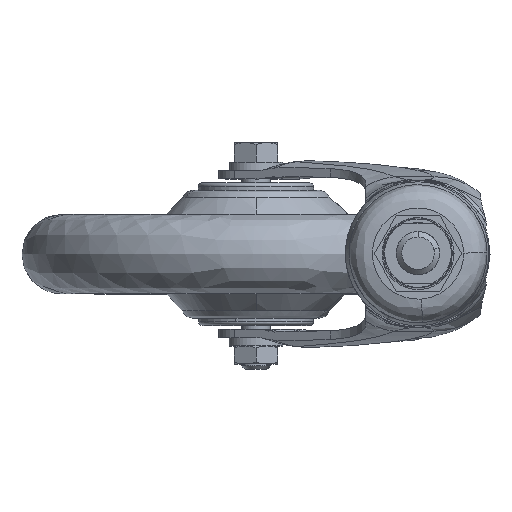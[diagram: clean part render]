
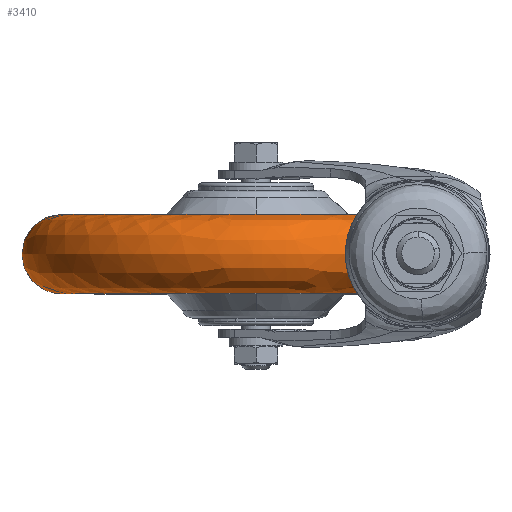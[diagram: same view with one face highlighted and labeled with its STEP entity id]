
A CAD part, top view. The second image highlights one B-rep face of the part: STEP entity #3410.
In plain terms, the highlighted free-form (B-spline) face has degree [2, 2] with [9, 5] control points.
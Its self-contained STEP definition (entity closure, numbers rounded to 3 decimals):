
#3253=CARTESIAN_POINT('',(-52.315,-10.889,-3.657));
#3254=CARTESIAN_POINT('',(-52.42,-10.889,-2.16));
#3255=CARTESIAN_POINT('',(-52.438,-10.889,-0.659));
#3256=CARTESIAN_POINT('',(-53.097,-10.889,51.779));
#3257=CARTESIAN_POINT('',(-0.659,-10.889,52.438));
#3258=CARTESIAN_POINT('',(51.779,-10.889,53.097));
#3259=CARTESIAN_POINT('',(52.438,-10.889,0.659));
#3260=CARTESIAN_POINT('',(53.097,-10.889,-51.779));
#3261=CARTESIAN_POINT('',(0.659,-10.889,-52.438));
#3262=CARTESIAN_POINT('',(-64.842,-12.685,-4.533));
#3263=CARTESIAN_POINT('',(-64.971,-12.685,-2.677));
#3264=CARTESIAN_POINT('',(-64.995,-12.685,-0.817));
#3265=CARTESIAN_POINT('',(-65.812,-12.685,64.178));
#3266=CARTESIAN_POINT('',(-0.817,-12.685,64.995));
#3267=CARTESIAN_POINT('',(64.178,-12.685,65.812));
#3268=CARTESIAN_POINT('',(64.995,-12.685,0.817));
#3269=CARTESIAN_POINT('',(65.812,-12.685,-64.178));
#3270=CARTESIAN_POINT('',(0.817,-12.685,-64.995));
#3271=CARTESIAN_POINT('',(-64.842,0.0,-4.533));
#3272=CARTESIAN_POINT('',(-64.971,0.0,-2.677));
#3273=CARTESIAN_POINT('',(-64.995,0.0,-0.817));
#3274=CARTESIAN_POINT('',(-65.812,0.0,64.178));
#3275=CARTESIAN_POINT('',(-0.817,0.0,64.995));
#3276=CARTESIAN_POINT('',(64.178,0.0,65.812));
#3277=CARTESIAN_POINT('',(64.995,0.0,0.817));
#3278=CARTESIAN_POINT('',(65.812,0.0,-64.178));
#3279=CARTESIAN_POINT('',(0.817,0.0,-64.995));
#3280=CARTESIAN_POINT('',(-64.842,12.685,-4.533));
#3281=CARTESIAN_POINT('',(-64.971,12.685,-2.677));
#3282=CARTESIAN_POINT('',(-64.995,12.685,-0.817));
#3283=CARTESIAN_POINT('',(-65.812,12.685,64.178));
#3284=CARTESIAN_POINT('',(-0.817,12.685,64.995));
#3285=CARTESIAN_POINT('',(64.178,12.685,65.812));
#3286=CARTESIAN_POINT('',(64.995,12.685,0.817));
#3287=CARTESIAN_POINT('',(65.812,12.685,-64.178));
#3288=CARTESIAN_POINT('',(0.817,12.685,-64.995));
#3289=CARTESIAN_POINT('',(-52.315,10.889,-3.657));
#3290=CARTESIAN_POINT('',(-52.42,10.889,-2.16));
#3291=CARTESIAN_POINT('',(-52.438,10.889,-0.659));
#3292=CARTESIAN_POINT('',(-53.097,10.889,51.779));
#3293=CARTESIAN_POINT('',(-0.659,10.889,52.438));
#3294=CARTESIAN_POINT('',(51.779,10.889,53.097));
#3295=CARTESIAN_POINT('',(52.438,10.889,0.659));
#3296=CARTESIAN_POINT('',(53.097,10.889,-51.779));
#3297=CARTESIAN_POINT('',(0.659,10.889,-52.438));
#3305=(BOUNDED_SURFACE()B_SPLINE_SURFACE(2,2,((#3253,#3262,#3271,#3280,#3289),(#3254,#3263,#3272,#3281,#3290),(#3255,#3264,#3273,#3282,#3291),(#3256,#3265,#3274,#3283,#3292),(#3257,#3266,#3275,#3284,#3293),(#3258,#3267,#3276,#3285,#3294),(#3259,#3268,#3277,#3286,#3295),(#3260,#3269,#3278,#3287,#3296),(#3261,#3270,#3279,#3288,#3297)),.UNSPECIFIED.,.F.,.F.,.U.)B_SPLINE_SURFACE_WITH_KNOTS((3,2,2,2,3),(3,2,3),(0.0,4.308,112.003,219.699,327.394),(0.0,20.084,40.169),.UNSPECIFIED.)GEOMETRIC_REPRESENTATION_ITEM()RATIONAL_B_SPLINE_SURFACE(((0.968,0.637,0.978,0.637,0.968),(0.979,0.644,0.988,0.644,0.979),(0.991,0.652,1.0,0.652,0.991),(0.7,0.461,0.707,0.461,0.7),(0.991,0.652,1.0,0.652,0.991),(0.7,0.461,0.707,0.461,0.7),(0.991,0.652,1.0,0.652,0.991),(0.7,0.461,0.707,0.461,0.7),(0.991,0.652,1.0,0.652,0.991)))REPRESENTATION_ITEM('')SURFACE());
#3306=CARTESIAN_POINT('',(-53.869,11.0,-3.766));
#3307=VERTEX_POINT('',#3306);
#3308=CARTESIAN_POINT('',(0.0,11.0,54.0));
#3309=VERTEX_POINT('',#3308);
#3310=CARTESIAN_POINT('',(-53.869,11.,-3.766));
#3311=CARTESIAN_POINT('',(-54.,11.,-1.885));
#3312=CARTESIAN_POINT('',(-54.0,11.0,0.0));
#3313=CARTESIAN_POINT('',(-54.0,11.0,54.0));
#3314=CARTESIAN_POINT('',(0.0,11.0,54.0));
#3322=(BOUNDED_CURVE()B_SPLINE_CURVE(2,(#3310,#3311,#3312,#3313,#3314),.UNSPECIFIED.,.F.,.U.)B_SPLINE_CURVE_WITH_KNOTS((3,2,3),(0.738,0.75,1.0),.UNSPECIFIED.)CURVE()GEOMETRIC_REPRESENTATION_ITEM()RATIONAL_B_SPLINE_CURVE((0.973,0.986,1.0,0.707,1.0))REPRESENTATION_ITEM(''));
#3323=EDGE_CURVE('',#3307,#3309,#3322,.T.);
#3324=ORIENTED_EDGE('',*,*,#3323,.F.);
#3325=CARTESIAN_POINT('',(-53.869,-11.0,-3.766));
#3326=VERTEX_POINT('',#3325);
#3327=CARTESIAN_POINT('',(-53.869,-11.,-3.766));
#3328=CARTESIAN_POINT('',(-64.842,-11.,-4.533));
#3329=CARTESIAN_POINT('',(-64.842,0.0,-4.533));
#3330=CARTESIAN_POINT('',(-64.842,11.,-4.533));
#3331=CARTESIAN_POINT('',(-53.869,11.,-3.766));
#3339=(BOUNDED_CURVE()B_SPLINE_CURVE(2,(#3327,#3328,#3329,#3330,#3331),.UNSPECIFIED.,.F.,.U.)B_SPLINE_CURVE_WITH_KNOTS((3,2,3),(-3.794,-2.0,-0.206),.UNSPECIFIED.)CURVE()GEOMETRIC_REPRESENTATION_ITEM()RATIONAL_B_SPLINE_CURVE((0.914,0.668,0.978,0.668,0.914))REPRESENTATION_ITEM(''));
#3340=EDGE_CURVE('',#3326,#3307,#3339,.T.);
#3341=ORIENTED_EDGE('',*,*,#3340,.F.);
#3342=CARTESIAN_POINT('',(0.0,-11.0,54.0));
#3343=VERTEX_POINT('',#3342);
#3344=CARTESIAN_POINT('',(-53.869,-11.,-3.766));
#3345=CARTESIAN_POINT('',(-54.,-11.,-1.885));
#3346=CARTESIAN_POINT('',(-54.0,-11.0,0.0));
#3347=CARTESIAN_POINT('',(-54.0,-11.0,54.0));
#3348=CARTESIAN_POINT('',(0.0,-11.0,54.0));
#3356=(BOUNDED_CURVE()B_SPLINE_CURVE(2,(#3344,#3345,#3346,#3347,#3348),.UNSPECIFIED.,.F.,.U.)B_SPLINE_CURVE_WITH_KNOTS((3,2,3),(0.738,0.75,1.0),.UNSPECIFIED.)CURVE()GEOMETRIC_REPRESENTATION_ITEM()RATIONAL_B_SPLINE_CURVE((0.973,0.986,1.0,0.707,1.0))REPRESENTATION_ITEM(''));
#3357=EDGE_CURVE('',#3326,#3343,#3356,.T.);
#3358=ORIENTED_EDGE('',*,*,#3357,.T.);
#3359=CARTESIAN_POINT('',(0.679,-11.0,-53.996));
#3360=VERTEX_POINT('',#3359);
#3361=CARTESIAN_POINT('',(0.0,-11.0,54.0));
#3362=CARTESIAN_POINT('',(54.0,-11.0,54.0));
#3363=CARTESIAN_POINT('',(54.0,-11.0,0.0));
#3364=CARTESIAN_POINT('',(54.,-11.,-53.326));
#3365=CARTESIAN_POINT('',(0.679,-11.,-53.996));
#3373=(BOUNDED_CURVE()B_SPLINE_CURVE(2,(#3361,#3362,#3363,#3364,#3365),.UNSPECIFIED.,.F.,.U.)B_SPLINE_CURVE_WITH_KNOTS((3,2,3),(0.0,0.25,0.498),.UNSPECIFIED.)CURVE()GEOMETRIC_REPRESENTATION_ITEM()RATIONAL_B_SPLINE_CURVE((1.0,0.707,1.0,0.71,0.995))REPRESENTATION_ITEM(''));
#3374=EDGE_CURVE('',#3343,#3360,#3373,.T.);
#3375=ORIENTED_EDGE('',*,*,#3374,.T.);
#3376=CARTESIAN_POINT('',(0.679,11.0,-53.996));
#3377=VERTEX_POINT('',#3376);
#3378=CARTESIAN_POINT('',(0.679,-11.,-53.996));
#3379=CARTESIAN_POINT('',(0.817,-11.,-64.995));
#3380=CARTESIAN_POINT('',(0.817,0.0,-64.995));
#3381=CARTESIAN_POINT('',(0.817,11.,-64.995));
#3382=CARTESIAN_POINT('',(0.679,11.,-53.996));
#3390=(BOUNDED_CURVE()B_SPLINE_CURVE(2,(#3378,#3379,#3380,#3381,#3382),.UNSPECIFIED.,.F.,.U.)B_SPLINE_CURVE_WITH_KNOTS((3,2,3),(-3.794,-2.0,-0.206),.UNSPECIFIED.)CURVE()GEOMETRIC_REPRESENTATION_ITEM()RATIONAL_B_SPLINE_CURVE((0.935,0.684,1.0,0.684,0.935))REPRESENTATION_ITEM(''));
#3391=EDGE_CURVE('',#3360,#3377,#3390,.T.);
#3392=ORIENTED_EDGE('',*,*,#3391,.T.);
#3393=CARTESIAN_POINT('',(0.0,11.0,54.0));
#3394=CARTESIAN_POINT('',(54.0,11.0,54.0));
#3395=CARTESIAN_POINT('',(54.0,11.0,0.0));
#3396=CARTESIAN_POINT('',(54.,11.,-53.326));
#3397=CARTESIAN_POINT('',(0.679,11.,-53.996));
#3405=(BOUNDED_CURVE()B_SPLINE_CURVE(2,(#3393,#3394,#3395,#3396,#3397),.UNSPECIFIED.,.F.,.U.)B_SPLINE_CURVE_WITH_KNOTS((3,2,3),(0.0,0.25,0.498),.UNSPECIFIED.)CURVE()GEOMETRIC_REPRESENTATION_ITEM()RATIONAL_B_SPLINE_CURVE((1.0,0.707,1.0,0.71,0.995))REPRESENTATION_ITEM(''));
#3406=EDGE_CURVE('',#3309,#3377,#3405,.T.);
#3407=ORIENTED_EDGE('',*,*,#3406,.F.);
#3408=EDGE_LOOP('',(#3324,#3341,#3358,#3375,#3392,#3407));
#3409=FACE_OUTER_BOUND('',#3408,.T.);
#3410=ADVANCED_FACE('',(#3409),#3305,.T.);
